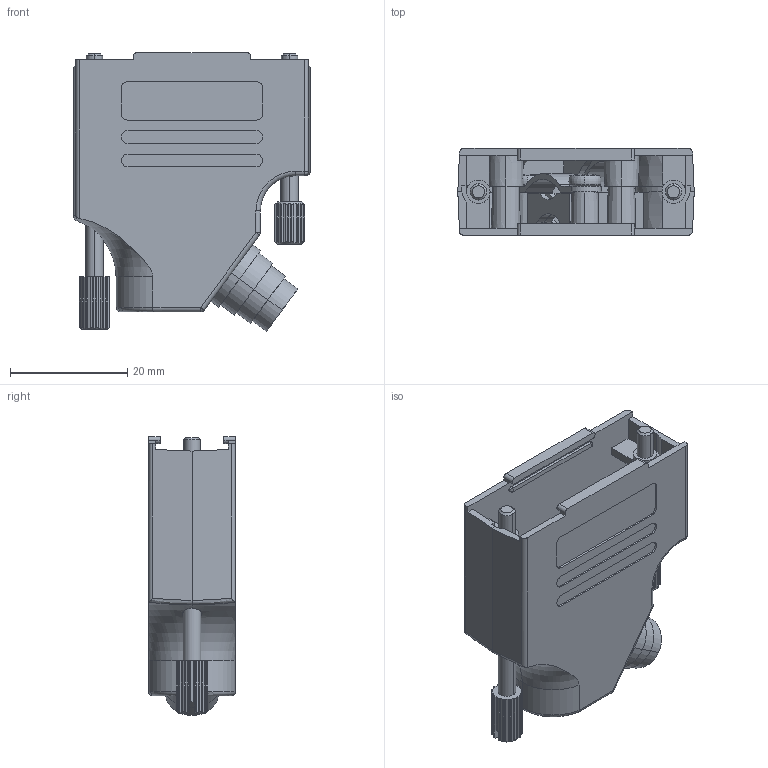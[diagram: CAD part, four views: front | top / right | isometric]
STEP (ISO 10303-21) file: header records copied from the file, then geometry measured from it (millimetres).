
FILE_DESCRIPTION (( 'STEP AP214' ), '1' );
FILE_NAME ('6560-0140-12.STEP', '2022-03-25T10:41:10', ( '' ), ( '' ), 'SwSTEP 2.0', 'SolidWorks 2021', '' );
FILE_SCHEMA (( 'AUTOMOTIVE_DESIGN' ));
Length unit declared in the file: millimetre
Products named in the file (10): 6826-0141-01; 6855-0117-13; 6805-0139-12; 6826-0141-02; Plastic insert MHEE; 6830-0109-01; 6560-0140-12; 6855-0117-03; 6805-0139-02; Cone MHEE
Assembly tree (11 placements, depth 2):
  6560-0140-12
    6805-0139-12
    6805-0139-02
    6826-0141-01
    6826-0141-02
    6830-0109-01
    6855-0117-03  x2
    6855-0117-13  x2
    Cone MHEE
    Plastic insert MHEE
Bounding box: 40.3 x 14.8 x 47.54 mm (x, y, z)
Volume: 7133.9 mm3; surface area: 13154 mm2
Topology: 11 solids, 11 shells, 875 faces, 2371 edges, 1546 vertices
Faces by surface type: plane 428, cylinder 320, cone 56, bspline 39, torus 26, sphere 6
Entity records: 28634 total; most frequent: CARTESIAN_POINT 10448, ORIENTED_EDGE 3944, DIRECTION 3473, EDGE_CURVE 1972, VERTEX_POINT 1288, AXIS2_PLACEMENT_3D 1220, LINE 1033, VECTOR 1033
